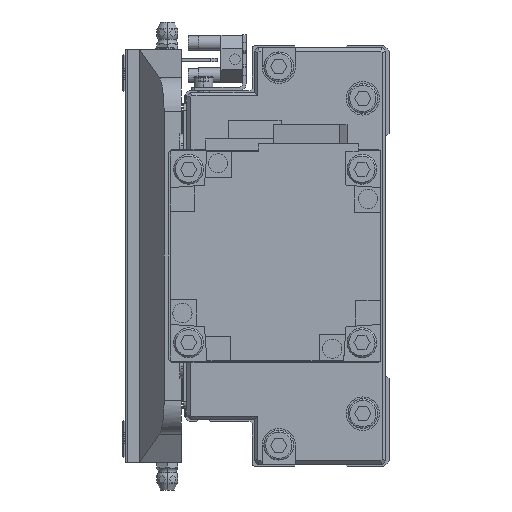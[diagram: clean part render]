
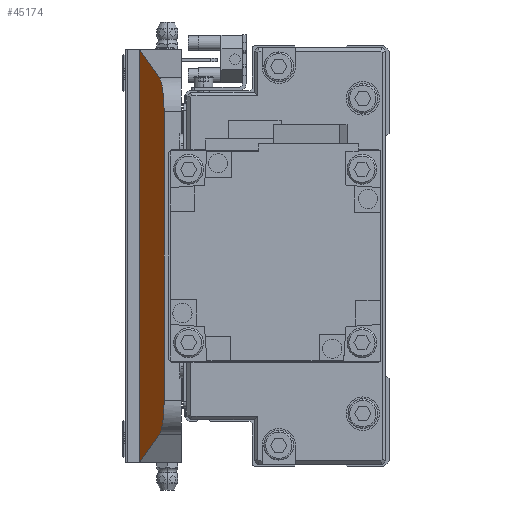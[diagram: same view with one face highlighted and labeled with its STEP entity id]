
A CAD part, left-side view. The second image highlights one B-rep face of the part: STEP entity #45174.
In plain terms, the highlighted planar face has unit normal (-0.174, 0.985, 0).
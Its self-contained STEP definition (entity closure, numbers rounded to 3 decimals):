
#830 = CARTESIAN_POINT ( 'NONE',  ( -91.489, 6.58, 51.336 ) ) ;
#1243 = ORIENTED_EDGE ( 'NONE', *, *, #23503, .T. ) ;
#3819 = LINE ( 'NONE', #14813, #29361 ) ;
#3984 = VERTEX_POINT ( 'NONE', #38059 ) ;
#5671 = CARTESIAN_POINT ( 'NONE',  ( -60.75, 12., 59. ) ) ;
#7903 = DIRECTION ( 'NONE',  ( -0.956, -0.169, 0.238 ) ) ;
#8330 = VECTOR ( 'NONE', #38180, 1000. ) ;
#9237 = CARTESIAN_POINT ( 'NONE',  ( -93.169, 6.284, 50.917 ) ) ;
#9855 = DIRECTION ( 'NONE',  ( 0., 0., 1. ) ) ;
#10482 = VERTEX_POINT ( 'NONE', #48108 ) ;
#11061 = VERTEX_POINT ( 'NONE', #43528 ) ;
#13095 = CARTESIAN_POINT ( 'NONE',  ( -93.169, 6.284, -50.917 ) ) ;
#14253 = ORIENTED_EDGE ( 'NONE', *, *, #15775, .T. ) ;
#14813 = CARTESIAN_POINT ( 'NONE',  ( -60.75, 12., 59. ) ) ;
#15775 = EDGE_CURVE ( 'NONE', #38695, #33731, #3819, .T. ) ;
#16150 = EDGE_CURVE ( 'NONE', #33731, #11061, #41359, .T. ) ;
#16934 = VECTOR ( 'NONE', #7903, 1000. ) ;
#18102 = VECTOR ( 'NONE', #26956, 1000. ) ;
#18697 = DIRECTION ( 'NONE',  ( 0., 0., -1. ) ) ;
#23503 = EDGE_CURVE ( 'NONE', #45804, #3984, #47912, .T. ) ;
#23766 = LINE ( 'NONE', #24015, #18102 ) ;
#24015 = CARTESIAN_POINT ( 'NONE',  ( -100.75, 4.947, 59. ) ) ;
#24313 = CARTESIAN_POINT ( 'NONE',  ( -100.75, 4.947, 41.214 ) ) ;
#25167 = CARTESIAN_POINT ( 'NONE',  ( -60.75, 12., -59. ) ) ;
#25931 = ORIENTED_EDGE ( 'NONE', *, *, #46146, .F. ) ;
#26076 = EDGE_LOOP ( 'NONE', ( #1243, #44676, #14253, #26384, #37359, #25931 ) ) ;
#26384 = ORIENTED_EDGE ( 'NONE', *, *, #16150, .T. ) ;
#26956 = DIRECTION ( 'NONE',  ( 0., 0., -1. ) ) ;
#27297 = CARTESIAN_POINT ( 'NONE',  ( -100.75, 4.947, 45.994 ) ) ;
#27362 = AXIS2_PLACEMENT_3D ( 'NONE', #46514, #39150, #9855 ) ;
#29361 = VECTOR ( 'NONE', #18697, 1000. ) ;
#31571 = PLANE ( 'NONE',  #27362 ) ;
#31762 = LINE ( 'NONE', #830, #8330 ) ;
#33484 = EDGE_CURVE ( 'NONE', #3984, #38695, #31762, .T. ) ;
#33731 = VERTEX_POINT ( 'NONE', #25167 ) ;
#37359 = ORIENTED_EDGE ( 'NONE', *, *, #45738, .T. ) ;
#37443 = CARTESIAN_POINT ( 'NONE',  ( -59.992, 12.134, -59.189 ) ) ;
#38059 = CARTESIAN_POINT ( 'NONE',  ( -93.169, 6.284, 50.917 ) ) ;
#38180 = DIRECTION ( 'NONE',  ( 0.956, 0.169, 0.238 ) ) ;
#38490 = CARTESIAN_POINT ( 'NONE',  ( -97.807, 5.466, -49.761 ) ) ;
#38695 = VERTEX_POINT ( 'NONE', #5671 ) ;
#39150 = DIRECTION ( 'NONE',  ( -0.174, 0.985, 0. ) ) ;
#39633 = FACE_OUTER_BOUND ( 'NONE', #26076, .T. ) ;
#41359 = LINE ( 'NONE', #37443, #16934 ) ;
#42216 = CARTESIAN_POINT ( 'NONE',  ( -97.807, 5.466, 49.761 ) ) ;
#42655 = CARTESIAN_POINT ( 'NONE',  ( -100.75, 4.947, -41.214 ) ) ;
#42891 = CARTESIAN_POINT ( 'NONE',  ( -100.75, 4.947, -45.994 ) ) ;
#43528 = CARTESIAN_POINT ( 'NONE',  ( -93.169, 6.284, -50.917 ) ) ;
#44676 = ORIENTED_EDGE ( 'NONE', *, *, #33484, .T. ) ;
#45174 = ADVANCED_FACE ( 'NONE', ( #39633 ), #31571, .T. ) ;
#45738 = EDGE_CURVE ( 'NONE', #11061, #10482, #46336, .T. ) ;
#45804 = VERTEX_POINT ( 'NONE', #24313 ) ;
#45898 = CARTESIAN_POINT ( 'NONE',  ( -100.75, 4.947, 41.214 ) ) ;
#46146 = EDGE_CURVE ( 'NONE', #45804, #10482, #23766, .T. ) ;
#46336 =( BOUNDED_CURVE ( )  B_SPLINE_CURVE ( 3, ( #13095, #38490, #42891, #42655 ),
 .UNSPECIFIED., .F., .F. ) 
 B_SPLINE_CURVE_WITH_KNOTS ( ( 4, 4 ),
 ( 4.957, 6.283 ),
 .UNSPECIFIED. ) 
 CURVE ( )  GEOMETRIC_REPRESENTATION_ITEM ( )  RATIONAL_B_SPLINE_CURVE ( ( 1., 0.859, 0.859, 1. ) ) 
 REPRESENTATION_ITEM ( '' )  );
#46514 = CARTESIAN_POINT ( 'NONE',  ( -100.75, 4.947, 59. ) ) ;
#47912 =( BOUNDED_CURVE ( )  B_SPLINE_CURVE ( 3, ( #45898, #27297, #42216, #9237 ),
 .UNSPECIFIED., .F., .F. ) 
 B_SPLINE_CURVE_WITH_KNOTS ( ( 4, 4 ),
 ( 0., 1.326 ),
 .UNSPECIFIED. ) 
 CURVE ( )  GEOMETRIC_REPRESENTATION_ITEM ( )  RATIONAL_B_SPLINE_CURVE ( ( 1., 0.859, 0.859, 1. ) ) 
 REPRESENTATION_ITEM ( '' )  );
#48108 = CARTESIAN_POINT ( 'NONE',  ( -100.75, 4.947, -41.214 ) ) ;
